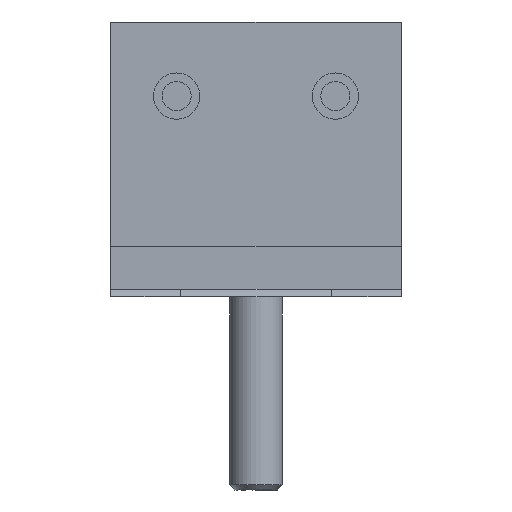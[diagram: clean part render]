
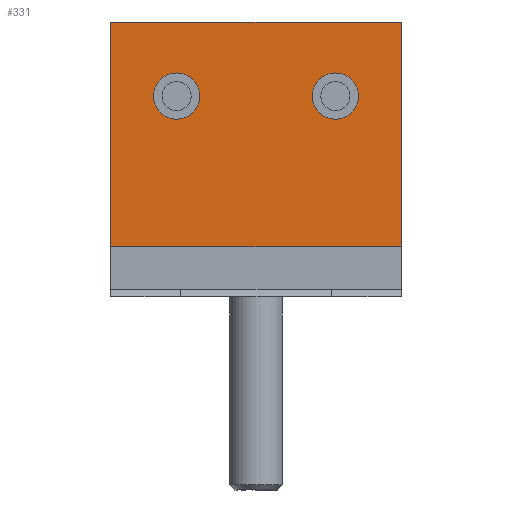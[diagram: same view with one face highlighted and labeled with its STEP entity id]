
A CAD part, left-side view. The second image highlights one B-rep face of the part: STEP entity #331.
In plain terms, the highlighted face is planar.
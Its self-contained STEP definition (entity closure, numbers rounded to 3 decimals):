
#331 = ADVANCED_FACE( '', ( #462, #463, #464 ), #465, .T. );
#462 = FACE_BOUND( '', #607, .T. );
#463 = FACE_BOUND( '', #608, .T. );
#464 = FACE_OUTER_BOUND( '', #609, .T. );
#465 = PLANE( '', #610 );
#607 = EDGE_LOOP( '', ( #1075 ) );
#608 = EDGE_LOOP( '', ( #1076 ) );
#609 = EDGE_LOOP( '', ( #1077, #1078, #1079, #1080 ) );
#610 = AXIS2_PLACEMENT_3D( '', #1081, #1082, #1083 );
#1075 = ORIENTED_EDGE( '', *, *, #1253, .T. );
#1076 = ORIENTED_EDGE( '', *, *, #1254, .T. );
#1077 = ORIENTED_EDGE( '', *, *, #1241, .T. );
#1078 = ORIENTED_EDGE( '', *, *, #1249, .T. );
#1079 = ORIENTED_EDGE( '', *, *, #1251, .T. );
#1080 = ORIENTED_EDGE( '', *, *, #1252, .T. );
#1081 = CARTESIAN_POINT( '', ( -42.5, -55., 13. ) );
#1082 = DIRECTION( '', ( 0., 0., 1. ) );
#1083 = DIRECTION( '', ( 1., 0., 0. ) );
#1241 = EDGE_CURVE( '', #1472, #1470, #1473, .T. );
#1249 = EDGE_CURVE( '', #1470, #1484, #1486, .T. );
#1251 = EDGE_CURVE( '', #1484, #1487, #1489, .T. );
#1252 = EDGE_CURVE( '', #1487, #1472, #1490, .T. );
#1253 = EDGE_CURVE( '', #1491, #1491, #1492, .T. );
#1254 = EDGE_CURVE( '', #1493, #1493, #1494, .T. );
#1470 = VERTEX_POINT( '', #1934 );
#1472 = VERTEX_POINT( '', #1937 );
#1473 = LINE( '', #1938, #1939 );
#1484 = VERTEX_POINT( '', #1954 );
#1486 = LINE( '', #1957, #1958 );
#1487 = VERTEX_POINT( '', #1959 );
#1489 = LINE( '', #1962, #1963 );
#1490 = LINE( '', #1964, #1965 );
#1491 = VERTEX_POINT( '', #1966 );
#1492 = CIRCLE( '', #1967, 8.75 );
#1493 = VERTEX_POINT( '', #1968 );
#1494 = CIRCLE( '', #1969, 8.75 );
#1934 = CARTESIAN_POINT( '', ( -42.5, -55., 13. ) );
#1937 = CARTESIAN_POINT( '', ( -42.5, 55., 13. ) );
#1938 = CARTESIAN_POINT( '', ( -42.5, 55., 13. ) );
#1939 = VECTOR( '', #2136, 1000. );
#1954 = CARTESIAN_POINT( '', ( 42.5, -55., 13. ) );
#1957 = CARTESIAN_POINT( '', ( -42.5, -55., 13. ) );
#1958 = VECTOR( '', #2148, 1000. );
#1959 = CARTESIAN_POINT( '', ( 42.5, 55., 13. ) );
#1962 = CARTESIAN_POINT( '', ( 42.5, -55., 13. ) );
#1963 = VECTOR( '', #2150, 1000. );
#1964 = CARTESIAN_POINT( '', ( 42.5, 55., 13. ) );
#1965 = VECTOR( '', #2151, 1000. );
#1966 = CARTESIAN_POINT( '', ( -14.5, -38.75, 13. ) );
#1967 = AXIS2_PLACEMENT_3D( '', #2152, #2153, #2154 );
#1968 = CARTESIAN_POINT( '', ( -14.5, 21.25, 13. ) );
#1969 = AXIS2_PLACEMENT_3D( '', #2155, #2156, #2157 );
#2136 = DIRECTION( '', ( 0., -1., 0. ) );
#2148 = DIRECTION( '', ( 1., 0., 0. ) );
#2150 = DIRECTION( '', ( 0., 1., 0. ) );
#2151 = DIRECTION( '', ( -1., 0., 0. ) );
#2152 = CARTESIAN_POINT( '', ( -14.5, -30., 13. ) );
#2153 = DIRECTION( '', ( 0., 0., -1. ) );
#2154 = DIRECTION( '', ( 0., -1., 0. ) );
#2155 = CARTESIAN_POINT( '', ( -14.5, 30., 13. ) );
#2156 = DIRECTION( '', ( 0., 0., -1. ) );
#2157 = DIRECTION( '', ( 0., -1., 0. ) );
